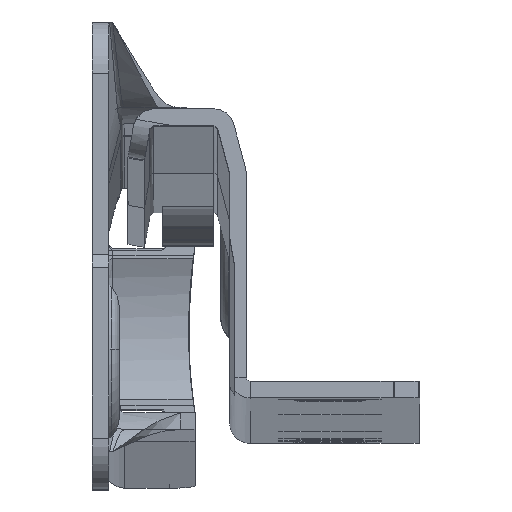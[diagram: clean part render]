
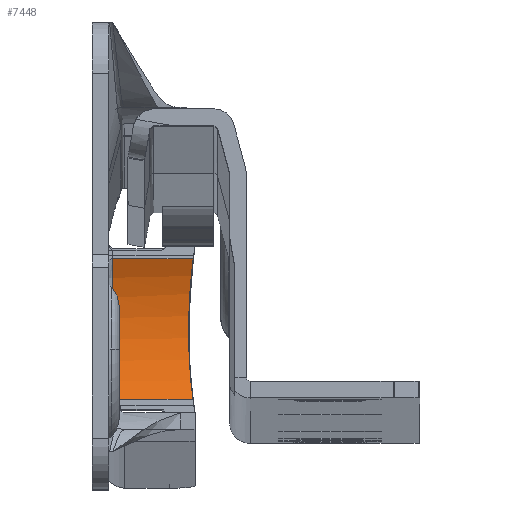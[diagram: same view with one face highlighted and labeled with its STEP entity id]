
A CAD part, top view. The second image highlights one B-rep face of the part: STEP entity #7448.
In plain terms, the highlighted cylindrical face has radius 11 mm (diameter 22 mm), a partial arc.
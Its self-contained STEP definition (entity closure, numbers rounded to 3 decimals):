
#1096 = CARTESIAN_POINT ( 'NONE',  ( 6.448, -8.451, -597.249 ) ) ;
#1246 = CARTESIAN_POINT ( 'NONE',  ( 6.24, -1.973, -598.672 ) ) ;
#1651 = AXIS2_PLACEMENT_3D ( 'NONE', #3862, #27058, #17885 ) ;
#1790 = VERTEX_POINT ( 'NONE', #26589 ) ;
#2853 = ORIENTED_EDGE ( 'NONE', *, *, #11538, .F. ) ;
#3350 = B_SPLINE_CURVE_WITH_KNOTS ( 'NONE', 3,
 ( #29105, #1096, #5798, #26719, #17559, #10349, #26859, #5950, #17411, #1246, #15425, #24604, #26580, #15136, #24310, #3667 ),
 .UNSPECIFIED., .F., .F.,
 ( 4, 2, 2, 2, 2, 2, 2, 4 ),
 ( 0., 0.003, 0.004, 0.006, 0.007, 0.009, 0.01, 0.011 ),
 .UNSPECIFIED. ) ;
#3667 = CARTESIAN_POINT ( 'NONE',  ( 6.557, 1.716, -597.683 ) ) ;
#3862 = CARTESIAN_POINT ( 'NONE',  ( 0.3, -2.904, -587.701 ) ) ;
#3976 = VERTEX_POINT ( 'NONE', #19725 ) ;
#4431 = DIRECTION ( 'NONE',  ( -1., 0., 0. ) ) ;
#5133 = CARTESIAN_POINT ( 'NONE',  ( 6.557, 1.716, -597.683 ) ) ;
#5412 = ORIENTED_EDGE ( 'NONE', *, *, #9573, .T. ) ;
#5798 = CARTESIAN_POINT ( 'NONE',  ( 6.359, -7.606, -597.691 ) ) ;
#5950 = CARTESIAN_POINT ( 'NONE',  ( 6.2, -3.422, -598.699 ) ) ;
#6175 = EDGE_CURVE ( 'NONE', #17048, #1790, #9877, .T. ) ;
#6531 = LINE ( 'NONE', #29826, #15384 ) ;
#7448 = ADVANCED_FACE ( 'NONE', ( #18157 ), #13629, .F. ) ;
#7937 = CARTESIAN_POINT ( 'NONE',  ( 6.557, -9.239, -596.693 ) ) ;
#9267 = DIRECTION ( 'NONE',  ( 0., 0., -1. ) ) ;
#9573 = EDGE_CURVE ( 'NONE', #29713, #14366, #3350, .T. ) ;
#9877 = CIRCLE ( 'NONE', #1651, 11. ) ;
#10349 = CARTESIAN_POINT ( 'NONE',  ( 6.208, -4.849, -598.538 ) ) ;
#10526 = ORIENTED_EDGE ( 'NONE', *, *, #26914, .T. ) ;
#11538 = EDGE_CURVE ( 'NONE', #29713, #1790, #12296, .T. ) ;
#12296 = LINE ( 'NONE', #19071, #19238 ) ;
#13394 = AXIS2_PLACEMENT_3D ( 'NONE', #29123, #4431, #29572 ) ;
#13629 = CYLINDRICAL_SURFACE ( 'NONE', #13394, 11. ) ;
#14366 = VERTEX_POINT ( 'NONE', #5133 ) ;
#15136 = CARTESIAN_POINT ( 'NONE',  ( 6.453, 0.827, -598.06 ) ) ;
#15384 = VECTOR ( 'NONE', #25041, 1000. ) ;
#15425 = CARTESIAN_POINT ( 'NONE',  ( 6.265, -1.494, -598.62 ) ) ;
#15450 = CIRCLE ( 'NONE', #28886, 11. ) ;
#16711 = CARTESIAN_POINT ( 'NONE',  ( 0.3, -2.904, -598.701 ) ) ;
#17048 = VERTEX_POINT ( 'NONE', #16711 ) ;
#17410 = EDGE_LOOP ( 'NONE', ( #24017, #10526, #29748, #2853, #5412 ) ) ;
#17411 = CARTESIAN_POINT ( 'NONE',  ( 6.208, -2.942, -598.711 ) ) ;
#17559 = CARTESIAN_POINT ( 'NONE',  ( 6.24, -5.787, -598.327 ) ) ;
#17885 = DIRECTION ( 'NONE',  ( 0., 0., -1. ) ) ;
#18157 = FACE_OUTER_BOUND ( 'NONE', #17410, .T. ) ;
#19071 = CARTESIAN_POINT ( 'NONE',  ( 6.7, -9.239, -596.693 ) ) ;
#19238 = VECTOR ( 'NONE', #21483, 1000. ) ;
#19725 = CARTESIAN_POINT ( 'NONE',  ( 0.3, 1.716, -597.683 ) ) ;
#21483 = DIRECTION ( 'NONE',  ( -1., 0., 0. ) ) ;
#24017 = ORIENTED_EDGE ( 'NONE', *, *, #25628, .T. ) ;
#24310 = CARTESIAN_POINT ( 'NONE',  ( 6.503, 1.278, -597.886 ) ) ;
#24604 = CARTESIAN_POINT ( 'NONE',  ( 6.327, -0.552, -598.457 ) ) ;
#25041 = DIRECTION ( 'NONE',  ( -1., 0., 0. ) ) ;
#25055 = DIRECTION ( 'NONE',  ( -1., 0., 0. ) ) ;
#25628 = EDGE_CURVE ( 'NONE', #14366, #3976, #6531, .T. ) ;
#26580 = CARTESIAN_POINT ( 'NONE',  ( 6.365, -0.088, -598.345 ) ) ;
#26589 = CARTESIAN_POINT ( 'NONE',  ( 0.3, -9.239, -596.693 ) ) ;
#26719 = CARTESIAN_POINT ( 'NONE',  ( 6.265, -6.255, -598.189 ) ) ;
#26859 = CARTESIAN_POINT ( 'NONE',  ( 6.2, -4.376, -598.612 ) ) ;
#26914 = EDGE_CURVE ( 'NONE', #3976, #17048, #15450, .T. ) ;
#27058 = DIRECTION ( 'NONE',  ( -1., 0., 0. ) ) ;
#27884 = CARTESIAN_POINT ( 'NONE',  ( 0.3, -2.904, -587.701 ) ) ;
#28886 = AXIS2_PLACEMENT_3D ( 'NONE', #27884, #25055, #9267 ) ;
#29105 = CARTESIAN_POINT ( 'NONE',  ( 6.557, -9.239, -596.693 ) ) ;
#29123 = CARTESIAN_POINT ( 'NONE',  ( 6.7, -2.904, -587.701 ) ) ;
#29572 = DIRECTION ( 'NONE',  ( 0., 0., 1. ) ) ;
#29713 = VERTEX_POINT ( 'NONE', #7937 ) ;
#29748 = ORIENTED_EDGE ( 'NONE', *, *, #6175, .T. ) ;
#29826 = CARTESIAN_POINT ( 'NONE',  ( 6.7, 1.716, -597.683 ) ) ;
